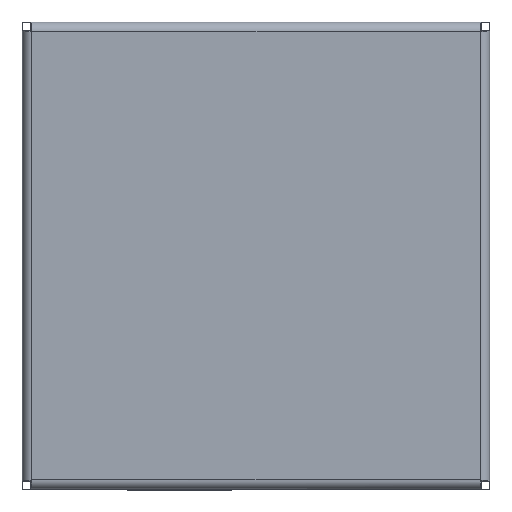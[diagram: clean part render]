
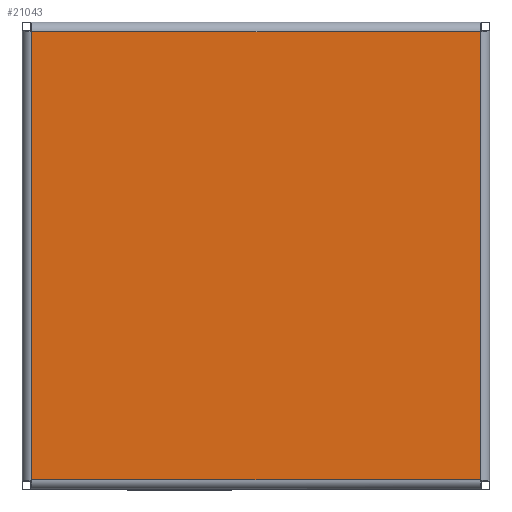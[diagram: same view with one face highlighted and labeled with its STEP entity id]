
A CAD part, top view. The second image highlights one B-rep face of the part: STEP entity #21043.
In plain terms, the highlighted face is planar.
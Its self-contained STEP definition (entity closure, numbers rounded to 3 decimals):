
#5660 = DIRECTION ( 'NONE',  ( 0., -1., 0. ) ) ;
#5795 = DIRECTION ( 'NONE',  ( 0., 1., 0. ) ) ;
#6133 = VERTEX_POINT ( 'NONE', #42053 ) ;
#6369 = EDGE_CURVE ( 'NONE', #86107, #25639, #32617, .T. ) ;
#12580 = CARTESIAN_POINT ( 'NONE',  ( 70., -70.493, 0. ) ) ;
#15225 = DIRECTION ( 'NONE',  ( -1., 0., 0. ) ) ;
#15753 = ORIENTED_EDGE ( 'NONE', *, *, #18293, .T. ) ;
#18293 = EDGE_CURVE ( 'NONE', #25639, #6133, #68680, .T. ) ;
#20229 = EDGE_LOOP ( 'NONE', ( #15753, #24568, #35616, #34662 ) ) ;
#21043 = ADVANCED_FACE ( 'NONE', ( #63913 ), #66442, .T. ) ;
#24568 = ORIENTED_EDGE ( 'NONE', *, *, #28651, .T. ) ;
#24741 = DIRECTION ( 'NONE',  ( 1., 0., 0. ) ) ;
#25639 = VERTEX_POINT ( 'NONE', #60056 ) ;
#28651 = EDGE_CURVE ( 'NONE', #6133, #60680, #44379, .T. ) ;
#32617 = LINE ( 'NONE', #84177, #85647 ) ;
#32951 = VECTOR ( 'NONE', #5795, 1000. ) ;
#34662 = ORIENTED_EDGE ( 'NONE', *, *, #6369, .T. ) ;
#35616 = ORIENTED_EDGE ( 'NONE', *, *, #78798, .T. ) ;
#41447 = CARTESIAN_POINT ( 'NONE',  ( -70., 70.493, 0. ) ) ;
#42053 = CARTESIAN_POINT ( 'NONE',  ( -70., 70., 0. ) ) ;
#44379 = LINE ( 'NONE', #62903, #51917 ) ;
#50324 = LINE ( 'NONE', #12580, #53556 ) ;
#51917 = VECTOR ( 'NONE', #24741, 1000. ) ;
#53556 = VECTOR ( 'NONE', #5660, 1000. ) ;
#60056 = CARTESIAN_POINT ( 'NONE',  ( -70., -70., 0. ) ) ;
#60680 = VERTEX_POINT ( 'NONE', #86964 ) ;
#62903 = CARTESIAN_POINT ( 'NONE',  ( 70.493, 70., 0. ) ) ;
#63913 = FACE_OUTER_BOUND ( 'NONE', #20229, .T. ) ;
#66442 = PLANE ( 'NONE',  #78218 ) ;
#68680 = LINE ( 'NONE', #41447, #32951 ) ;
#71002 = DIRECTION ( 'NONE',  ( -1., 0., 0. ) ) ;
#77983 = CARTESIAN_POINT ( 'NONE',  ( -73., -73., 0. ) ) ;
#78218 = AXIS2_PLACEMENT_3D ( 'NONE', #77983, #84610, #71002 ) ;
#78798 = EDGE_CURVE ( 'NONE', #60680, #86107, #50324, .T. ) ;
#81368 = CARTESIAN_POINT ( 'NONE',  ( 70., -70., 0. ) ) ;
#84177 = CARTESIAN_POINT ( 'NONE',  ( -70.493, -70., 0. ) ) ;
#84610 = DIRECTION ( 'NONE',  ( 0., 0., -1. ) ) ;
#85647 = VECTOR ( 'NONE', #15225, 1000. ) ;
#86107 = VERTEX_POINT ( 'NONE', #81368 ) ;
#86964 = CARTESIAN_POINT ( 'NONE',  ( 70., 70., 0. ) ) ;
